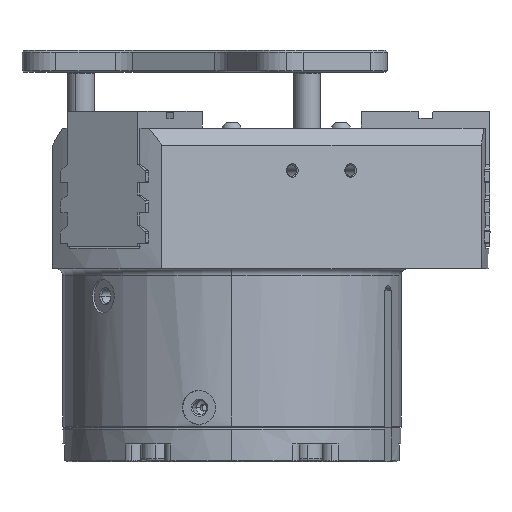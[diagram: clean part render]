
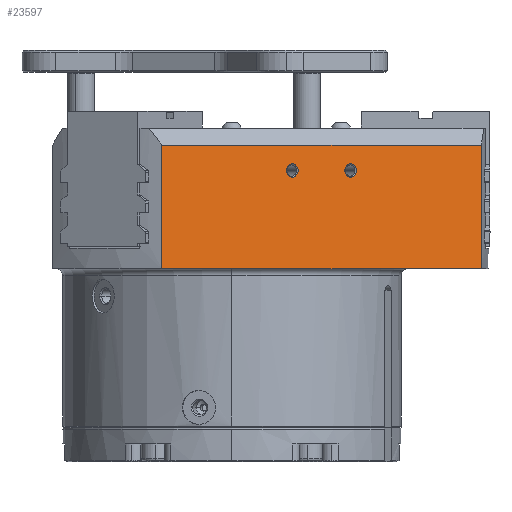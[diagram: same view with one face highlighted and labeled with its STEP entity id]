
A CAD part, left-side view. The second image highlights one B-rep face of the part: STEP entity #23597.
In plain terms, the highlighted planar face has unit normal (-0.866, -0.5, 0).
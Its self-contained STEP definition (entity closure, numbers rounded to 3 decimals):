
#367 = DIRECTION ( 'NONE',  ( -0.866, -0.5, 0. ) ) ;
#777 = FACE_OUTER_BOUND ( 'NONE', #33764, .T. ) ;
#923 = DIRECTION ( 'NONE',  ( -0.866, -0.5, 0. ) ) ;
#932 = VERTEX_POINT ( 'NONE', #35340 ) ;
#1044 = ORIENTED_EDGE ( 'NONE', *, *, #12963, .F. ) ;
#3194 = VECTOR ( 'NONE', #33092, 1000. ) ;
#3219 = CARTESIAN_POINT ( 'NONE',  ( -41.912, -33.407, 76. ) ) ;
#3271 = PLANE ( 'NONE',  #31448 ) ;
#3302 = ORIENTED_EDGE ( 'NONE', *, *, #22792, .F. ) ;
#3951 = EDGE_CURVE ( 'NONE', #15941, #31151, #24407, .T. ) ;
#4187 = VERTEX_POINT ( 'NONE', #3219 ) ;
#4447 = LINE ( 'NONE', #46974, #44504 ) ;
#5884 = CIRCLE ( 'NONE', #39234, 2.025 ) ;
#6267 = CARTESIAN_POINT ( 'NONE',  ( -5.928, -95.733, 0. ) ) ;
#6406 = CARTESIAN_POINT ( 'NONE',  ( -40.899, -35.16, 76. ) ) ;
#8408 = VECTOR ( 'NONE', #38154, 1000. ) ;
#10118 = DIRECTION ( 'NONE',  ( 0.5, -0.866, 0. ) ) ;
#10616 = VERTEX_POINT ( 'NONE', #16221 ) ;
#10778 = DIRECTION ( 'NONE',  ( -0.5, 0.866, 0. ) ) ;
#10832 = EDGE_LOOP ( 'NONE', ( #24270, #28681 ) ) ;
#11742 = CIRCLE ( 'NONE', #18510, 2.025 ) ;
#12911 = VERTEX_POINT ( 'NONE', #18345 ) ;
#12963 = EDGE_CURVE ( 'NONE', #36894, #19963, #39413, .T. ) ;
#12975 = CARTESIAN_POINT ( 'NONE',  ( -45.899, -26.5, 47. ) ) ;
#13158 = DIRECTION ( 'NONE',  ( -0.5, 0.866, 0. ) ) ;
#15936 = LINE ( 'NONE', #12975, #24801 ) ;
#15941 = VERTEX_POINT ( 'NONE', #32815 ) ;
#16221 = CARTESIAN_POINT ( 'NONE',  ( -73.134, 20.673, 47. ) ) ;
#18117 = DIRECTION ( 'NONE',  ( -0.866, -0.5, 0. ) ) ;
#18345 = CARTESIAN_POINT ( 'NONE',  ( -39.887, -36.914, 76. ) ) ;
#18510 = AXIS2_PLACEMENT_3D ( 'NONE', #6406, #32739, #10118 ) ;
#19963 = VERTEX_POINT ( 'NONE', #23952 ) ;
#20729 = EDGE_CURVE ( 'NONE', #4187, #12911, #5884, .T. ) ;
#22048 = DIRECTION ( 'NONE',  ( 0.866, 0.5, 0. ) ) ;
#22792 = EDGE_CURVE ( 'NONE', #10616, #932, #38459, .T. ) ;
#22916 = CARTESIAN_POINT ( 'NONE',  ( -50.899, -17.84, 76. ) ) ;
#23167 = CARTESIAN_POINT ( 'NONE',  ( -73.134, 20.673, 88.5 ) ) ;
#23481 = CARTESIAN_POINT ( 'NONE',  ( -50.899, -17.84, 76. ) ) ;
#23597 = ADVANCED_FACE ( 'NONE', ( #30832, #39651, #777 ), #3271, .F. ) ;
#23952 = CARTESIAN_POINT ( 'NONE',  ( -49.887, -19.593, 76. ) ) ;
#24270 = ORIENTED_EDGE ( 'NONE', *, *, #48068, .F. ) ;
#24407 = LINE ( 'NONE', #29335, #3194 ) ;
#24801 = VECTOR ( 'NONE', #35584, 1000. ) ;
#25492 = EDGE_CURVE ( 'NONE', #31151, #10616, #15936, .T. ) ;
#26423 = AXIS2_PLACEMENT_3D ( 'NONE', #22916, #367, #26708 ) ;
#26708 = DIRECTION ( 'NONE',  ( 0.5, -0.866, 0. ) ) ;
#27264 = DIRECTION ( 'NONE',  ( 0.5, -0.866, 0. ) ) ;
#28681 = ORIENTED_EDGE ( 'NONE', *, *, #20729, .F. ) ;
#29335 = CARTESIAN_POINT ( 'NONE',  ( -18.664, -73.673, 88.5 ) ) ;
#29340 = CARTESIAN_POINT ( 'NONE',  ( -51.912, -16.086, 76. ) ) ;
#29500 = EDGE_CURVE ( 'NONE', #15941, #932, #4447, .T. ) ;
#30832 = FACE_BOUND ( 'NONE', #41557, .T. ) ;
#31151 = VERTEX_POINT ( 'NONE', #41875 ) ;
#31448 = AXIS2_PLACEMENT_3D ( 'NONE', #6267, #22048, #10778 ) ;
#32739 = DIRECTION ( 'NONE',  ( -0.866, -0.5, 0. ) ) ;
#32815 = CARTESIAN_POINT ( 'NONE',  ( -18.664, -73.673, 83.5 ) ) ;
#33082 = ORIENTED_EDGE ( 'NONE', *, *, #40732, .F. ) ;
#33092 = DIRECTION ( 'NONE',  ( 0., 0., -1. ) ) ;
#33764 = EDGE_LOOP ( 'NONE', ( #45584, #39237, #3302, #39188 ) ) ;
#35340 = CARTESIAN_POINT ( 'NONE',  ( -73.134, 20.673, 83.5 ) ) ;
#35388 = AXIS2_PLACEMENT_3D ( 'NONE', #23481, #923, #27264 ) ;
#35584 = DIRECTION ( 'NONE',  ( -0.5, 0.866, 0. ) ) ;
#36894 = VERTEX_POINT ( 'NONE', #29340 ) ;
#38154 = DIRECTION ( 'NONE',  ( 0., 0., 1. ) ) ;
#38459 = LINE ( 'NONE', #23167, #8408 ) ;
#39188 = ORIENTED_EDGE ( 'NONE', *, *, #25492, .F. ) ;
#39234 = AXIS2_PLACEMENT_3D ( 'NONE', #40618, #18117, #44429 ) ;
#39237 = ORIENTED_EDGE ( 'NONE', *, *, #29500, .T. ) ;
#39413 = CIRCLE ( 'NONE', #26423, 2.025 ) ;
#39651 = FACE_BOUND ( 'NONE', #10832, .T. ) ;
#40618 = CARTESIAN_POINT ( 'NONE',  ( -40.899, -35.16, 76. ) ) ;
#40732 = EDGE_CURVE ( 'NONE', #19963, #36894, #42362, .T. ) ;
#41557 = EDGE_LOOP ( 'NONE', ( #33082, #1044 ) ) ;
#41875 = CARTESIAN_POINT ( 'NONE',  ( -18.664, -73.673, 47. ) ) ;
#42362 = CIRCLE ( 'NONE', #35388, 2.025 ) ;
#44429 = DIRECTION ( 'NONE',  ( 0.5, -0.866, 0. ) ) ;
#44504 = VECTOR ( 'NONE', #13158, 1000. ) ;
#45584 = ORIENTED_EDGE ( 'NONE', *, *, #3951, .F. ) ;
#46974 = CARTESIAN_POINT ( 'NONE',  ( -73.134, 20.673, 83.5 ) ) ;
#48068 = EDGE_CURVE ( 'NONE', #12911, #4187, #11742, .T. ) ;
